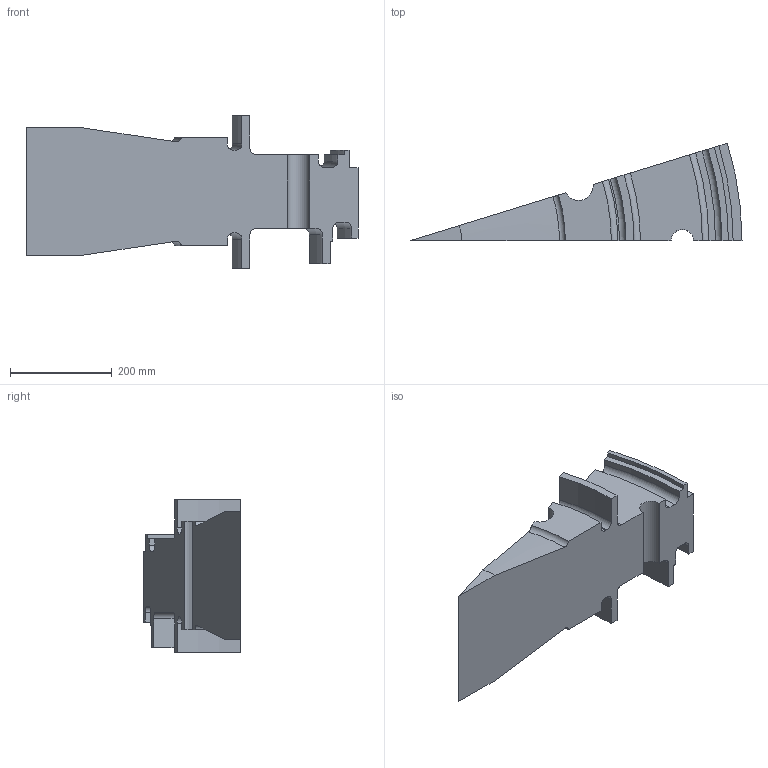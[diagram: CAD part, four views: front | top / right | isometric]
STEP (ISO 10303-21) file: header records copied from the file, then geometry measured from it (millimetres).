
FILE_DESCRIPTION(/* description */ (''),/* implementation_level */ '2;1');
FILE_NAME(/* name */ 'disc',/* time_stamp */ '1999-06-17T17:15:02-04:00',/* author */ ('PC User'),/* organization */ ('3D/EYE, Inc.'),/* preprocessor_version */ 'ST-DEVELOPER 1.6',/* originating_system */ 'IronCAD2.0',/* authorisation */ '');
FILE_SCHEMA (('CONFIG_CONTROL_DESIGN'));
Products named in the file (1): 1
Bounding box: 654.15 x 192.2 x 301.24 mm (x, y, z)
Volume: 11036643.9 mm3; surface area: 507991.3 mm2
Topology: 1 solids, 1 shells, 55 faces, 159 edges, 106 vertices
Faces by surface type: plane 22, cylinder 17, torus 14, cone 2
Entity records: 2030 total; most frequent: ORIENTED_EDGE 318, CARTESIAN_POINT 314, DIRECTION 307, EDGE_CURVE 159, INTERSECTION_CURVE 159, AXIS2_PLACEMENT_3D 133, VERTEX_POINT 106, CIRCLE 80
